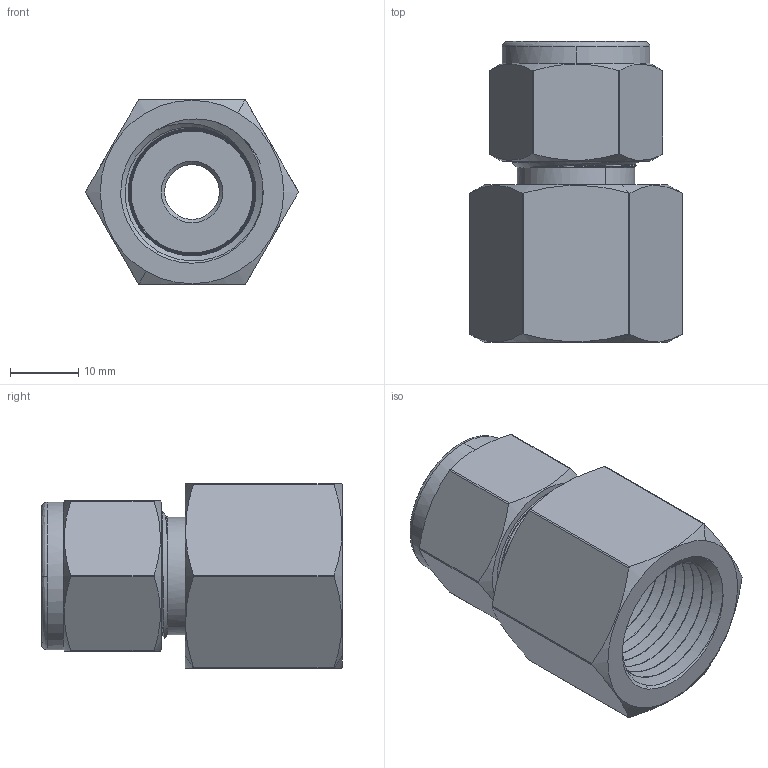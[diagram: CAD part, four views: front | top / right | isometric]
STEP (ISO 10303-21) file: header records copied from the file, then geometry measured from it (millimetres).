
FILE_DESCRIPTION (( 'STEP AP214' ), '1' );
FILE_NAME ('FCC1-2N1-2.STEP', '2018-08-09T20:45:22', ( '' ), ( '' ), 'SwSTEP 2.0', 'SolidWorks 2016', '' );
FILE_SCHEMA (( 'AUTOMOTIVE_DESIGN' ));
Length unit declared in the file: millimetre
Products named in the file (1): FCC1-2N1-2
Bounding box: 31.1 x 43.96 x 27 mm (x, y, z)
Volume: 13527.5 mm3; surface area: 10733 mm2
Topology: 4 solids, 4 shells, 195 faces, 552 edges, 371 vertices
Faces by surface type: cone 69, cylinder 69, bspline 31, plane 26
Entity records: 20443 total; most frequent: CARTESIAN_POINT 13735, ORIENTED_EDGE 1104, DIRECTION 691, EDGE_CURVE 552, VERTEX_POINT 371, B_SPLINE_CURVE_WITH_KNOTS 289, AXIS2_PLACEMENT_3D 271, EDGE_LOOP 209
